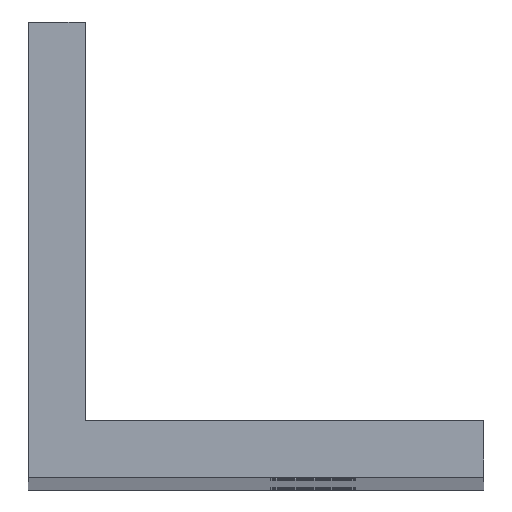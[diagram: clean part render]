
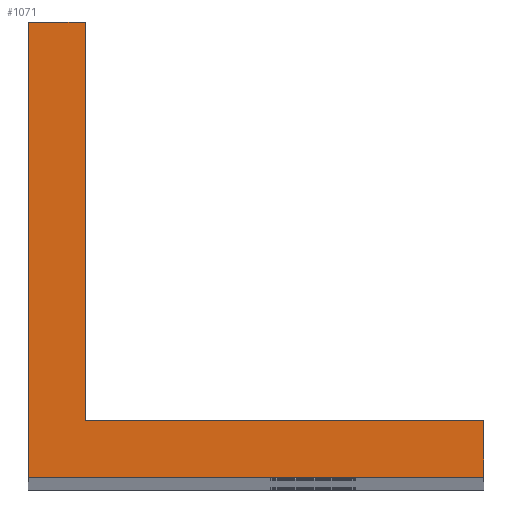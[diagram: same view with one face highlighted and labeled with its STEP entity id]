
A CAD part, top view. The second image highlights one B-rep face of the part: STEP entity #1071.
In plain terms, the highlighted planar face has unit normal (0, 0, 1).
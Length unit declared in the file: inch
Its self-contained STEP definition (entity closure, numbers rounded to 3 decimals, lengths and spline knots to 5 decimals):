
#119 = VERTEX_POINT ( 'NONE', #888 ) ;
#121 = FACE_OUTER_BOUND ( 'NONE', #196, .T. ) ;
#190 = VECTOR ( 'NONE', #276, 39.37008 ) ;
#196 = EDGE_LOOP ( 'NONE', ( #677, #268, #1330, #1325, #1398, #1257 ) ) ;
#209 = LINE ( 'NONE', #1108, #190 ) ;
#217 = VECTOR ( 'NONE', #1252, 39.37008 ) ;
#222 = LINE ( 'NONE', #634, #217 ) ;
#268 = ORIENTED_EDGE ( 'NONE', *, *, #571, .T. ) ;
#275 = VECTOR ( 'NONE', #1205, 39.37008 ) ;
#276 = DIRECTION ( 'NONE',  ( -1., 0., 0. ) ) ;
#287 = LINE ( 'NONE', #1183, #275 ) ;
#341 = VECTOR ( 'NONE', #1116, 39.37008 ) ;
#351 = CARTESIAN_POINT ( 'NONE',  ( 0., 1., 16. ) ) ;
#352 = LINE ( 'NONE', #1153, #341 ) ;
#357 = DIRECTION ( 'NONE',  ( 0., -1., 0. ) ) ;
#373 = CARTESIAN_POINT ( 'NONE',  ( 0.125, 1., 16. ) ) ;
#383 = CARTESIAN_POINT ( 'NONE',  ( 0., 0., 16. ) ) ;
#407 = EDGE_CURVE ( 'NONE', #956, #1189, #605, .T. ) ;
#470 = EDGE_CURVE ( 'NONE', #119, #1138, #498, .T. ) ;
#475 = VECTOR ( 'NONE', #1243, 39.37008 ) ;
#498 = LINE ( 'NONE', #1229, #475 ) ;
#559 = VECTOR ( 'NONE', #357, 39.37008 ) ;
#571 = EDGE_CURVE ( 'NONE', #1189, #1013, #352, .T. ) ;
#605 = LINE ( 'NONE', #351, #559 ) ;
#634 = CARTESIAN_POINT ( 'NONE',  ( 1., 0., 16. ) ) ;
#677 = ORIENTED_EDGE ( 'NONE', *, *, #407, .T. ) ;
#688 = EDGE_CURVE ( 'NONE', #872, #119, #287, .T. ) ;
#756 = CARTESIAN_POINT ( 'NONE',  ( 0., 0., 16. ) ) ;
#765 = DIRECTION ( 'NONE',  ( 1., 0., 0. ) ) ;
#771 = DIRECTION ( 'NONE',  ( 0., 0., 1. ) ) ;
#783 = CARTESIAN_POINT ( 'NONE',  ( 1., 0.125, 16. ) ) ;
#784 = EDGE_CURVE ( 'NONE', #1013, #872, #222, .T. ) ;
#802 = EDGE_CURVE ( 'NONE', #1138, #956, #209, .T. ) ;
#872 = VERTEX_POINT ( 'NONE', #783 ) ;
#888 = CARTESIAN_POINT ( 'NONE',  ( 0.125, 0.125, 16. ) ) ;
#956 = VERTEX_POINT ( 'NONE', #1355 ) ;
#969 = PLANE ( 'NONE',  #1385 ) ;
#1013 = VERTEX_POINT ( 'NONE', #1458 ) ;
#1071 = ADVANCED_FACE ( 'NONE', ( #121 ), #969, .T. ) ;
#1108 = CARTESIAN_POINT ( 'NONE',  ( 0.125, 1., 16. ) ) ;
#1116 = DIRECTION ( 'NONE',  ( 1., 0., 0. ) ) ;
#1138 = VERTEX_POINT ( 'NONE', #373 ) ;
#1153 = CARTESIAN_POINT ( 'NONE',  ( 0., 0., 16. ) ) ;
#1183 = CARTESIAN_POINT ( 'NONE',  ( 1., 0.125, 16. ) ) ;
#1189 = VERTEX_POINT ( 'NONE', #383 ) ;
#1205 = DIRECTION ( 'NONE',  ( -1., 0., 0. ) ) ;
#1229 = CARTESIAN_POINT ( 'NONE',  ( 0.125, 0.125, 16. ) ) ;
#1243 = DIRECTION ( 'NONE',  ( 0., 1., 0. ) ) ;
#1252 = DIRECTION ( 'NONE',  ( 0., 1., 0. ) ) ;
#1257 = ORIENTED_EDGE ( 'NONE', *, *, #802, .T. ) ;
#1325 = ORIENTED_EDGE ( 'NONE', *, *, #688, .T. ) ;
#1330 = ORIENTED_EDGE ( 'NONE', *, *, #784, .T. ) ;
#1355 = CARTESIAN_POINT ( 'NONE',  ( 0., 1., 16. ) ) ;
#1385 = AXIS2_PLACEMENT_3D ( 'NONE', #756, #771, #765 ) ;
#1398 = ORIENTED_EDGE ( 'NONE', *, *, #470, .T. ) ;
#1458 = CARTESIAN_POINT ( 'NONE',  ( 1., 0., 16. ) ) ;
